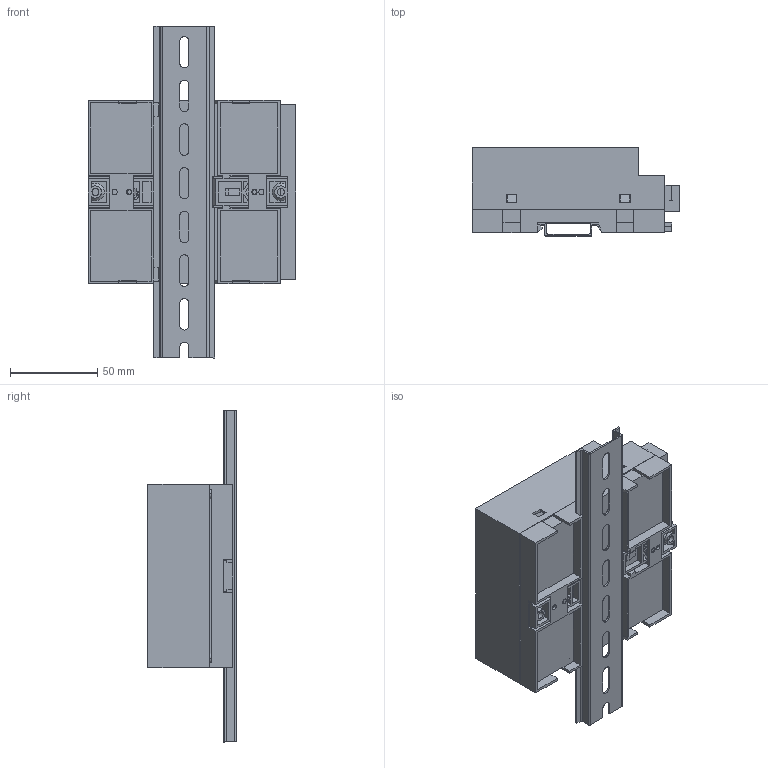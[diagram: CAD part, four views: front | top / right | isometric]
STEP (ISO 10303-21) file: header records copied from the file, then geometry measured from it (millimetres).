
FILE_DESCRIPTION (( 'STEP AP214' ), '1' );
FILE_NAME ('CEB-105-03.STEP', '2022-01-24T10:34:14', ( '' ), ( '' ), 'SwSTEP 2.0', 'SolidWorks 2017', '' );
FILE_SCHEMA (( 'AUTOMOTIVE_DESIGN' ));
Length unit declared in the file: millimetre
Products named in the file (18): BasePCB-CEBP-105-01; Body-105; Clip-Big; Screw-small; Rail-35-190mm; TopCover-CEBC-105; Clip-Small; CEB-105-03; Euro Terminal5mm-Plug-In-20Way
Assembly tree (9 placements, depth 2):
  BasePCB-CEBP-105-01
  TopCover-CEBC-105
  Screw-small
  Clip-Small
  Body-105
Bounding box: 118.8 x 50.55 x 190 mm (x, y, z)
Volume: 107609 mm3; surface area: 142681.9 mm2
Topology: 9 solids, 9 shells, 1077 faces, 2953 edges, 1924 vertices
Faces by surface type: plane 808, cylinder 243, cone 20, torus 6
Entity records: 33843 total; most frequent: CARTESIAN_POINT 5920, ORIENTED_EDGE 5756, DIRECTION 5542, EDGE_CURVE 2878, VECTOR 2280, LINE 2280, VERTEX_POINT 1877, AXIS2_PLACEMENT_3D 1631
